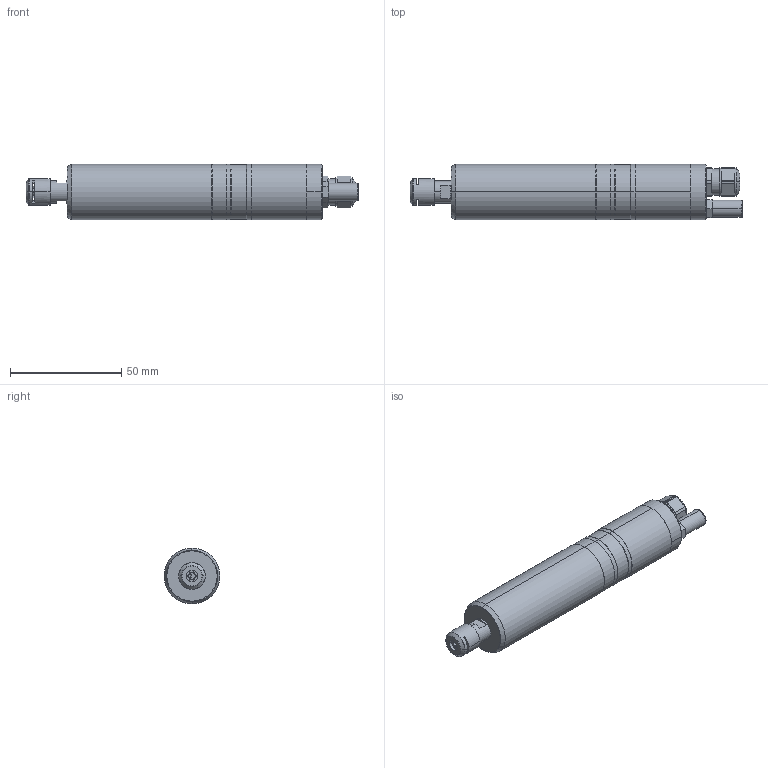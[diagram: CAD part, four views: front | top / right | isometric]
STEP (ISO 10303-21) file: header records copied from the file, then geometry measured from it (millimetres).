
FILE_DESCRIPTION (( 'STEP AP203' ), '1' );
FILE_NAME ('025S100E-00-.STEP', '2012-04-24T11:08:47', ( 'FM10CAD1' ), ( 'IBAG Switzerland AG' ), 'SwSTEP 2.0', 'SolidWorks 2010', '' );
FILE_SCHEMA (( 'CONFIG_CONTROL_DESIGN' ));
Length unit declared in the file: millimetre
Products named in the file (1): 025S100E-00-
Bounding box: 148.98 x 25 x 25 mm (x, y, z)
Surface area: 14426 mm2 (no closed solid volume)
Topology: 0 solids, 16 shells, 192 faces, 615 edges, 432 vertices
Faces by surface type: plane 89, cylinder 69, cone 22, torus 12
Entity records: 7002 total; most frequent: CARTESIAN_POINT 1378, DIRECTION 1258, ORIENTED_EDGE 984, EDGE_CURVE 615, AXIS2_PLACEMENT_3D 480, VERTEX_POINT 432, LINE 298, VECTOR 298
